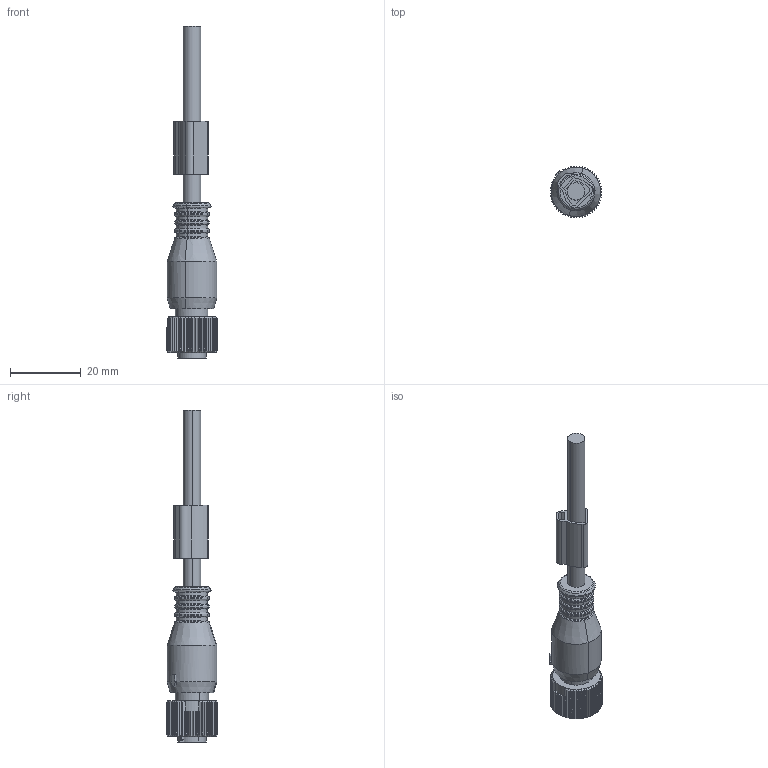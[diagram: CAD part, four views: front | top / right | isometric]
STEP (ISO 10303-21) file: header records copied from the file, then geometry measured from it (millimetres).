
FILE_DESCRIPTION(('CATIA V5 STEP Exchange','CAx-IF Rec.Pracs.--- Model Styling and Organization---1.5--- 2016-08-15','CAx-IF Rec.Pracs.---Supplemental Geometry---1.0---2011-11-01','CAx-IF Rec.Pracs.--- Composite Materials ---1.1---2010-07-15'),'2;1');
FILE_NAME ('250345-2_0', '2025-11-03T07:42:23+00:00', ('none'), ('Weidmueller'), 'CATIA Version 5-6 Release 2024 SP4', 'CATIA V5 STEP AP214 v3', 'none');
FILE_SCHEMA(('AUTOMOTIVE_DESIGN { 1 0 10303 214 1 1 1 1 }'));
Length unit declared in the file: millimetre
Products named in the file (1): 1465950000
Bounding box: 14.59 x 14.6 x 94 mm (x, y, z)
Volume: 6142.3 mm3; surface area: 5122.4 mm2
Topology: 9 solids, 11 shells, 436 faces, 1156 edges, 754 vertices
Faces by surface type: plane 196, cylinder 148, cone 39, torus 36, bspline 12, revolution 5
Entity records: 13494 total; most frequent: CARTESIAN_POINT 3623, ORIENTED_EDGE 2304, DIRECTION 1422, EDGE_CURVE 1152, VERTEX_POINT 753, AXIS2_PLACEMENT_3D 706, EDGE_LOOP 458, VECTOR 437
